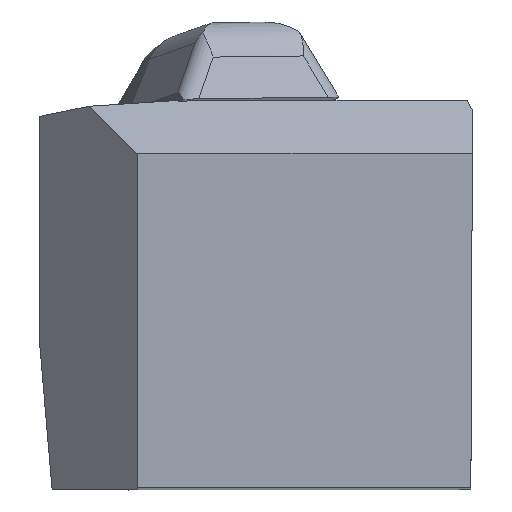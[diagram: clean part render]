
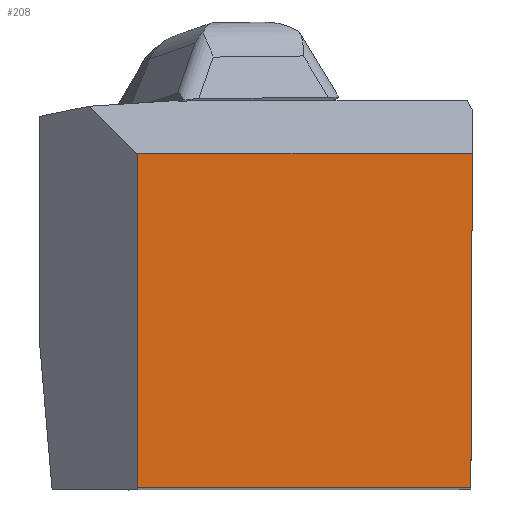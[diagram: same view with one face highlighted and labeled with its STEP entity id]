
A CAD part, top view. The second image highlights one B-rep face of the part: STEP entity #208.
In plain terms, the highlighted planar face has unit normal (0, 0, 1).
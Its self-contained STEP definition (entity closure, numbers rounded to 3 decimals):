
#144=FACE_OUTER_BOUND('',#603,.T.);
#208=ADVANCED_FACE('BLANK_BOXF006',(#144),#266,.F.);
#266=PLANE('',#1428);
#354=LINE('',#2063,#489);
#360=LINE('',#2075,#495);
#367=LINE('',#2088,#502);
#368=LINE('',#2090,#503);
#489=VECTOR('',#1637,1.);
#495=VECTOR('',#1645,1.);
#502=VECTOR('',#1656,1.);
#503=VECTOR('',#1657,1.);
#603=EDGE_LOOP('',(#777,#778,#779,#780));
#777=ORIENTED_EDGE('',*,*,#1204,.F.);
#778=ORIENTED_EDGE('',*,*,#1197,.F.);
#779=ORIENTED_EDGE('',*,*,#1191,.F.);
#780=ORIENTED_EDGE('',*,*,#1205,.F.);
#1056=VERTEX_POINT('',#2062);
#1057=VERTEX_POINT('',#2064);
#1062=VERTEX_POINT('',#2076);
#1066=VERTEX_POINT('',#2089);
#1191=EDGE_CURVE('',#1056,#1057,#354,.T.);
#1197=EDGE_CURVE('',#1057,#1062,#360,.T.);
#1204=EDGE_CURVE('',#1062,#1066,#367,.T.);
#1205=EDGE_CURVE('',#1066,#1056,#368,.T.);
#1428=AXIS2_PLACEMENT_3D('',#2091,#1658,#1659);
#1637=DIRECTION('',(-0.004,-1.,0.));
#1645=DIRECTION('',(-1.,0.,0.));
#1656=DIRECTION('',(0.,1.,0.));
#1657=DIRECTION('',(1.,0.,0.));
#1658=DIRECTION('',(0.,0.,-1.));
#1659=DIRECTION('',(-1.,0.,0.));
#2062=CARTESIAN_POINT('',(0.,37.973,0.));
#2063=CARTESIAN_POINT('',(0.582,171.398,0.));
#2064=CARTESIAN_POINT('',(-0.166,0.,0.));
#2075=CARTESIAN_POINT('',(171.4,0.,0.));
#2076=CARTESIAN_POINT('',(-37.973,0.,0.));
#2088=CARTESIAN_POINT('',(-37.973,-171.4,0.));
#2089=CARTESIAN_POINT('',(-37.973,37.973,0.));
#2090=CARTESIAN_POINT('',(-171.4,37.973,0.));
#2091=CARTESIAN_POINT('',(-62.104,-5.,0.));
